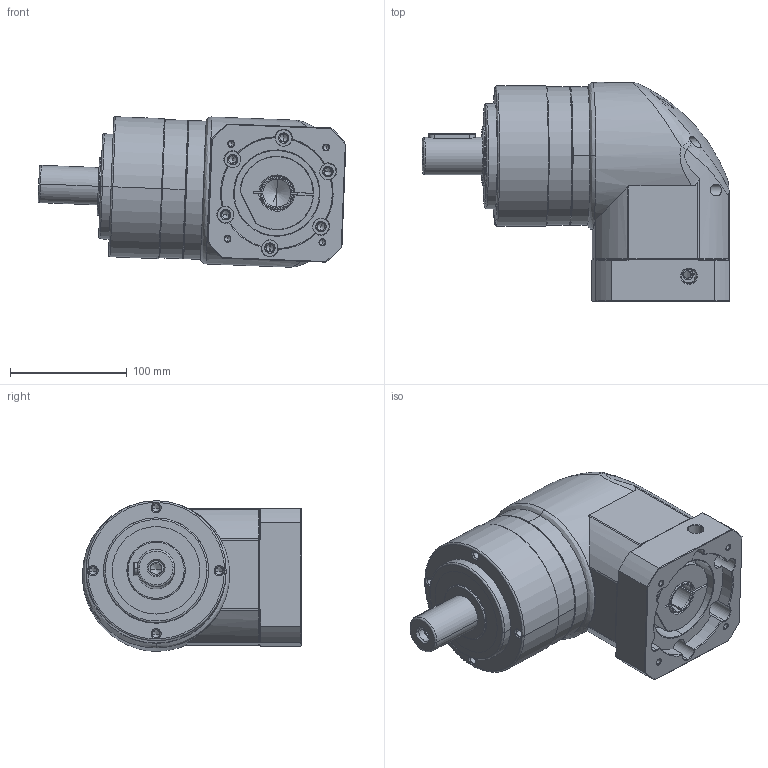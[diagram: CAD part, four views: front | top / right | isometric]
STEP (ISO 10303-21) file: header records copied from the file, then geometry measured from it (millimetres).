
FILE_DESCRIPTION (( 'STEP AP214' ), '1' );
FILE_NAME ('PEL120-L1-24-95-115-M6-M8.STEP', '2024-01-06T06:37:35', ( 'admin' ), ( '' ), 'SwSTEP 2.0', 'SolidWorks 2013', '' );
FILE_SCHEMA (( 'AUTOMOTIVE_DESIGN' ));
Length unit declared in the file: millimetre
Products named in the file (5): PE120; SBL115-95-115M6; SBL115_X2_8F9351658F7495017D2773AF_X0_-24; SDL115-24; PEL120-L1-24-95-115-M6-M8
Assembly tree (4 placements, depth 2):
  PEL120-L1-24-95-115-M6-M8
    SDL115-24
    SBL115_X2_8F9351658F7495017D2773AF_X0_-24
    SBL115-95-115M6
    PE120
Bounding box: 263.56 x 187.5 x 128.83 mm (x, y, z)
Volume: 2902883.8 mm3; surface area: 248033.9 mm2
Topology: 8 solids, 8 shells, 479 faces, 1194 edges, 718 vertices
Faces by surface type: cylinder 204, cone 144, plane 95, bspline 34, torus 2
Entity records: 27106 total; most frequent: CARTESIAN_POINT 10784, ORIENTED_EDGE 2272, DIRECTION 2192, EDGE_CURVE 1136, AXIS2_PLACEMENT_3D 867, VERTEX_POINT 718, EDGE_LOOP 560, UNCERTAINTY_MEASURE_WITH_UNIT 496
